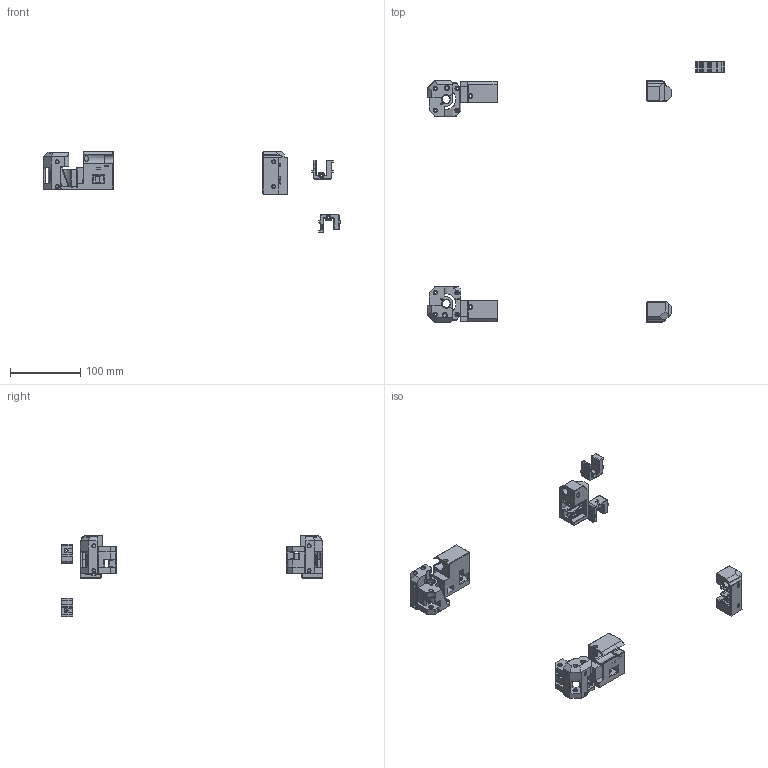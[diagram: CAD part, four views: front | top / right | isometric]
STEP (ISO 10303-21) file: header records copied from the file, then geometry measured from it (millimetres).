
FILE_DESCRIPTION(/* description */ (''),/* implementation_level */ '2;1');
FILE_NAME(/* name */ 'K1 10mmY BCJ linear rail gantry.step',/* time_stamp */ '2025-06-24T17:16:09+02:00',/* author */ (''),/* organization */ (''),/* preprocessor_version */ 'ST-DEVELOPER v20.1',/* originating_system */ 'Autodesk Translation Framework v14.10.0.0',/* authorisation */ '');
FILE_SCHEMA (('AUTOMOTIVE_DESIGN { 1 0 10303 214 3 1 1 }'));
Length unit declared in the file: millimetre
Products named in the file (10): Flo Gantry K1; Left Tensioner Housing; Left XY Joint; Right XY Joint; Right Stepper Mount F623ZZ; Right Tensioner Housing; Carto Mount; Left Stepper Mount F623ZZ; Right Tensioner; Left Tensioner
Assembly tree (9 placements, depth 3):
  Flo Gantry K1
    Left Tensioner Housing
    Left XY Joint
    Right XY Joint
    Right Stepper Mount F623ZZ
    Right Tensioner Housing
    Carto Mount
      Left Stepper Mount F623ZZ
    Right Tensioner
    Left Tensioner
Bounding box: 422.07 x 370.72 x 116.3 mm (x, y, z)
Volume: 258896.8 mm3; surface area: 103236.3 mm2
Topology: 8 solids, 8 shells, 1264 faces, 3246 edges, 2022 vertices
Faces by surface type: plane 792, cylinder 266, cone 190, bspline 8, torus 4, sphere 4
Full cylindrical faces by diameter (mm): 2.5 x2, 2.75 x2, 3 x22, 3.3 x8, 3.5 x2, 4 x2, 4.2 x16, 4.6 x2, 5.5 x6, 6 x16, 6.5 x2, 10.15 x4, 11.2 x2, 12.65 x2, 28 x2
Entity records: 39504 total; most frequent: CARTESIAN_POINT 7835, DIRECTION 6515, ORIENTED_EDGE 6492, EDGE_CURVE 3246, LINE 2367, VECTOR 2367, AXIS2_PLACEMENT_3D 2074, VERTEX_POINT 2022
